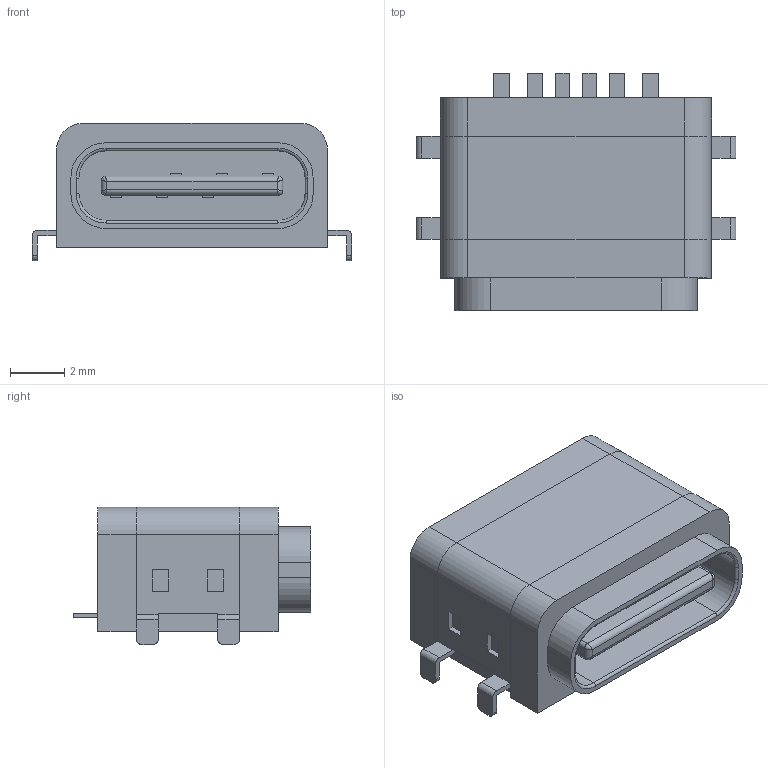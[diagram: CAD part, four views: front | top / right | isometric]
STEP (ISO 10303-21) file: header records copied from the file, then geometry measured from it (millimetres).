
FILE_DESCRIPTION (( 'STEP AP214' ), '1' );
FILE_NAME ('USB-SMD_GT-USB-7040B.STEP', '2024-03-23T16:26:44', ( '' ), ( '' ), 'SwSTEP 2.0', 'SolidWorks 2020', '' );
FILE_SCHEMA (( 'AUTOMOTIVE_DESIGN' ));
Length unit declared in the file: millimetre
Products named in the file (1): USB-SMD_GT-USB-7040B
Bounding box: 11.8 x 8.75 x 5.07 mm (x, y, z)
Volume: 234.1 mm3; surface area: 681.8 mm2
Topology: 2 solids, 2 shells, 411 faces, 1121 edges, 738 vertices
Faces by surface type: plane 259, bspline 102, cylinder 46, torus 4
Entity records: 18007 total; most frequent: CARTESIAN_POINT 3689, ORIENTED_EDGE 2234, DIRECTION 1617, EDGE_CURVE 1117, VECTOR 821, LINE 821, VERTEX_POINT 738, EDGE_LOOP 447
